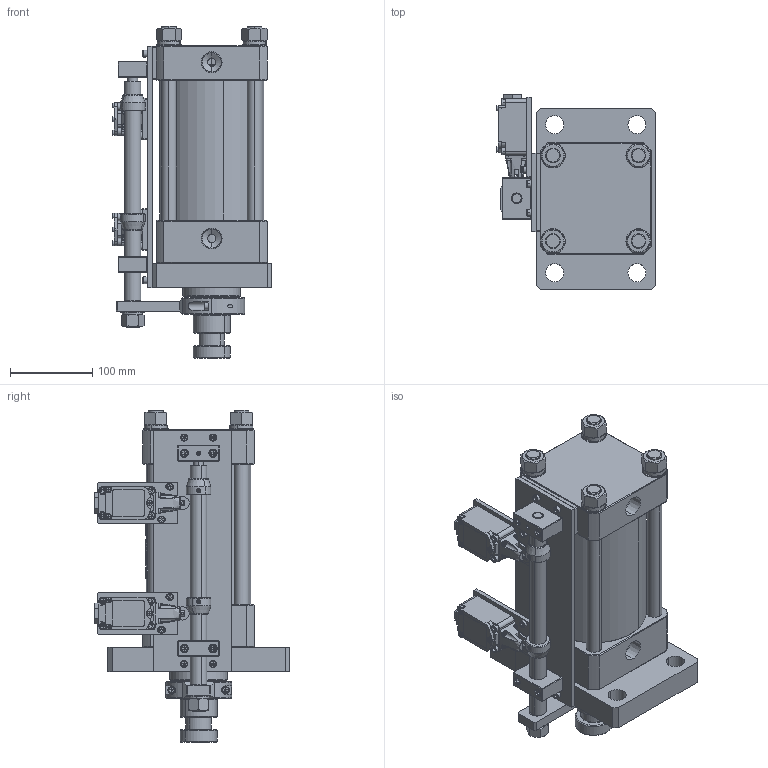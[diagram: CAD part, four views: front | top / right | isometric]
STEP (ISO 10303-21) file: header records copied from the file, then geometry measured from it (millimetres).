
FILE_DESCRIPTION (( 'STEP AP203' ), '1' );
FILE_NAME ('CHK-FA100x100-00.STEP', '2013-03-13T12:07:44', ( '微软用户' ), ( '微软中国' ), 'SwSTEP 2.0', 'SolidWorks 2011', '' );
FILE_SCHEMA (( 'CONFIG_CONTROL_DESIGN' ));
Products named in the file (37): hexagon socket head cap screws gb_GB_FASTENER_SCREWS_HSHCS M5X20-N; CHK-FA100x130-17-1; CHK-FA100x130-16A; CHK-FA100x130-17-2; CHK-FA100x130-20; CHK-FA100x100-19; CHK-FA100x100-15; hexagon socket head cap screws gb_GB_FASTENER_SCREWS_HSHCS M5X35-N; CHK-FA100x130-14; CHK-FA100x130-13; hexagon socket head cap screws gb_GB_FASTENER_SCREWS_HSHCS M5X16-N; CHK-FA100x130-11; CHK-FA100x100-12; spring lock washers--normal type gb_GB_FASTENER_WASHER_SW 18; hex nuts, style 1-grades ab gb_GB_FASTENER_NUT_SNAB1 B M18-N; CHK-FA100x100-00; 菜え16; hex socket set screws with flat point gb_GB_FASTENER_SCREWS_HSFP M5X10-N; hex socket set screws with flat point gb_GB_FASTENER_SCREWS_HSFP M5X5-N; hexagon socket head cap screws gb_GB_FASTENER_SCREWS_HSHCS M5X30-N; 俴最羲壽; cross recessed small pan head screws gb_GB_CROSS_SCREWS_TYPE3 M3.5X5-5-N; hexagon socket head cap screws gb_GB_FASTENER_SCREWS_HSHCS M5X10-N; CHK-FA100x130-18; hex nuts, style 1-grades ab gb_GB_FASTENER_NUT_SNAB1 M16-N; spring lock washers--normal type gb_GB_FASTENER_WASHER_SW 16; CHK-FA100x100-10; CHK-FA100x130-02; CHK-FA100x130-03; CHK-FA100x130-05; CHK-FA100x130-06; CHK-FA100x130-09; CHK-FA100x100-01; CHK-FA100x130-08; CHK-FA100x100-07; CHK-FA100x130-04
Assembly tree (76 placements, depth 3):
  CHK-FA100x100-00
    hexagon socket head cap screws gb_GB_FASTENER_SCREWS_HSHCS M5X16-N  x4
    CHK-FA100x130-11
    CHK-FA100x100-07
    CHK-FA100x100-12
    CHK-FA100x100-10  x4
    菜え16  x5
    hex nuts, style 1-grades ab gb_GB_FASTENER_NUT_SNAB1 B M18-N  x4
    hex socket set screws with flat point gb_GB_FASTENER_SCREWS_HSFP M5X10-N
    hex socket set screws with flat point gb_GB_FASTENER_SCREWS_HSFP M5X5-N  x2
    俴最羲壽  x2
      cross recessed small pan head screws gb_GB_CROSS_SCREWS_TYPE3 M3.5X5-5-N
      俴最羲壽
    spring lock washers--normal type gb_GB_FASTENER_WASHER_SW 18  x4
    hexagon socket head cap screws gb_GB_FASTENER_SCREWS_HSHCS M5X10-N  x4
    hexagon socket head cap screws gb_GB_FASTENER_SCREWS_HSHCS M5X30-N  x8
    CHK-FA100x130-02
    CHK-FA100x130-03
    CHK-FA100x130-08
    CHK-FA100x130-18  x2
    hex nuts, style 1-grades ab gb_GB_FASTENER_NUT_SNAB1 M16-N
    spring lock washers--normal type gb_GB_FASTENER_WASHER_SW 16
    hexagon socket head cap screws gb_GB_FASTENER_SCREWS_HSHCS M5X20-N  x2
    CHK-FA100x130-05
    CHK-FA100x130-17-1
    CHK-FA100x130-16A
    CHK-FA100x130-17-2
    CHK-FA100x130-20  x2
    CHK-FA100x130-06
    CHK-FA100x100-19
    CHK-FA100x100-15
    hexagon socket head cap screws gb_GB_FASTENER_SCREWS_HSHCS M5X35-N  x4
    CHK-FA100x130-09
    CHK-FA100x100-01
    CHK-FA100x130-04
    CHK-FA100x130-14
    CHK-FA100x130-13
Bounding box: 192.92 x 236 x 403 mm (x, y, z)
Volume: 5134213.7 mm3; surface area: 851157.1 mm2
Topology: 82 solids, 82 shells, 2826 faces, 7171 edges, 4503 vertices
Faces by surface type: plane 1319, cylinder 708, cone 308, bspline 281, torus 166, sphere 44
Entity records: 88236 total; most frequent: CARTESIAN_POINT 47349, ORIENTED_EDGE 7580, DIRECTION 7149, EDGE_CURVE 3790, AXIS2_PLACEMENT_3D 2815, VERTEX_POINT 2379, EDGE_LOOP 1819, ADVANCED_FACE 1579
